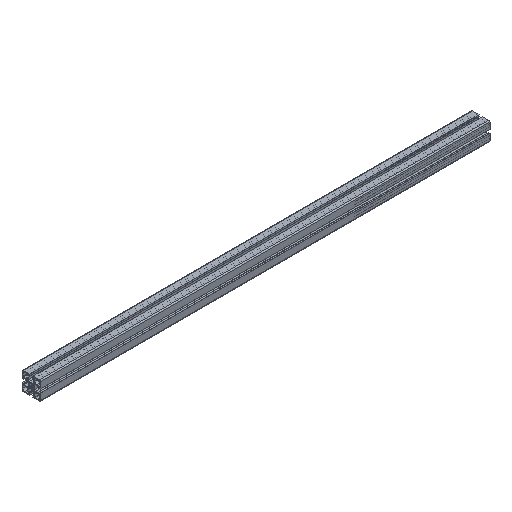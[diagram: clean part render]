
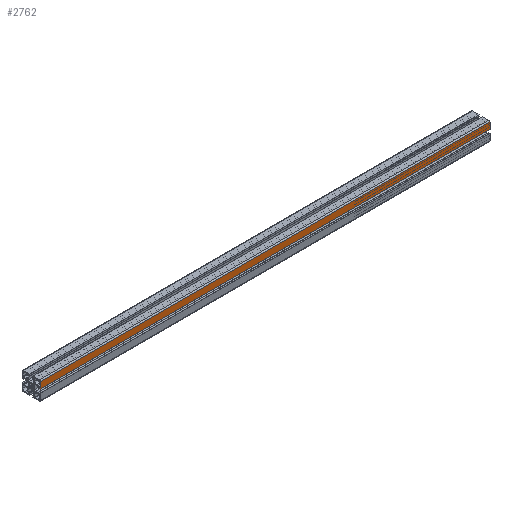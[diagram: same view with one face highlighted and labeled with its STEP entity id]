
A CAD part, isometric view. The second image highlights one B-rep face of the part: STEP entity #2762.
In plain terms, the highlighted planar face has unit normal (0, -1, 0).
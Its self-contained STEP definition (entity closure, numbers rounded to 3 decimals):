
#96=PLANE('',#3019);
#228=FACE_OUTER_BOUND('',#366,.T.);
#366=EDGE_LOOP('',(#2242,#2243,#2244,#2245));
#638=LINE('',#4595,#918);
#639=LINE('',#4598,#919);
#640=LINE('',#4600,#920);
#641=LINE('',#4601,#921);
#918=VECTOR('',#3771,1.);
#919=VECTOR('',#3774,1.);
#920=VECTOR('',#3775,1.);
#921=VECTOR('',#3776,1.);
#1322=VERTEX_POINT('',#4591);
#1323=VERTEX_POINT('',#4593);
#1324=VERTEX_POINT('',#4597);
#1325=VERTEX_POINT('',#4599);
#1714=EDGE_CURVE('',#1322,#1323,#638,.T.);
#1715=EDGE_CURVE('',#1324,#1322,#639,.T.);
#1716=EDGE_CURVE('',#1325,#1323,#640,.T.);
#1717=EDGE_CURVE('',#1324,#1325,#641,.T.);
#2242=ORIENTED_EDGE('',*,*,#1715,.T.);
#2243=ORIENTED_EDGE('',*,*,#1714,.T.);
#2244=ORIENTED_EDGE('',*,*,#1716,.F.);
#2245=ORIENTED_EDGE('',*,*,#1717,.F.);
#2762=ADVANCED_FACE('',(#228),#96,.T.);
#3019=AXIS2_PLACEMENT_3D('',#4596,#3772,#3773);
#3771=DIRECTION('',(1.,0.,0.));
#3772=DIRECTION('center_axis',(0.,-1.,0.));
#3773=DIRECTION('ref_axis',(0.,0.,-1.));
#3774=DIRECTION('',(0.,0.,-1.));
#3775=DIRECTION('',(0.,0.,-1.));
#3776=DIRECTION('',(1.,0.,0.));
#4591=CARTESIAN_POINT('',(0.,0.,26.9));
#4593=CARTESIAN_POINT('',(1100.,0.,26.9));
#4595=CARTESIAN_POINT('',(0.,0.,26.9));
#4596=CARTESIAN_POINT('Origin',(0.,0.,42.5));
#4597=CARTESIAN_POINT('',(0.,0.,42.5));
#4598=CARTESIAN_POINT('',(0.,0.,42.5));
#4599=CARTESIAN_POINT('',(1100.,0.,42.5));
#4600=CARTESIAN_POINT('',(1100.,0.,42.5));
#4601=CARTESIAN_POINT('',(0.,0.,42.5));
